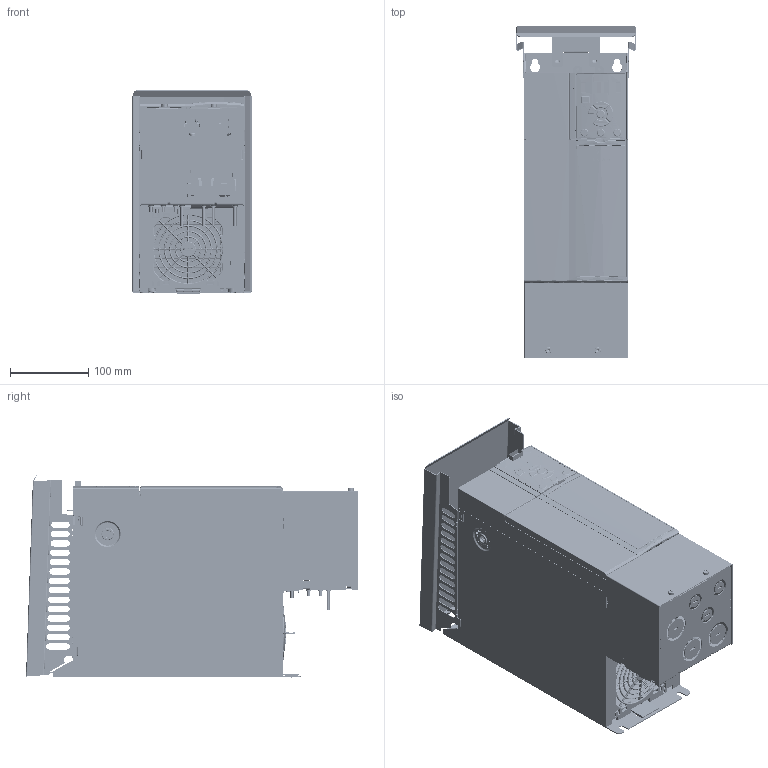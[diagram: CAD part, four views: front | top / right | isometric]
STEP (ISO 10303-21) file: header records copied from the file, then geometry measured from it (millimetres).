
FILE_DESCRIPTION((''),'2;1');
FILE_NAME('FC280-K4-IP21','2016-08-29T',('u242158'),('Danfoss Power Electronics'),'CREO PARAMETRIC BY PTC INC, 2015480','CREO PARAMETRIC BY PTC INC, 2015480','');
FILE_SCHEMA(('CONFIG_CONTROL_DESIGN','GEOMETRIC_VALIDATION_PROPERTIES_MIM'));
Products named in the file (1): FC280-K4-IP21
Bounding box: 153 x 425.02 x 260.6 mm (x, y, z)
Surface area: 1166887.1 mm2 (no closed solid volume)
Topology: 0 solids, 251 shells, 20152 faces, 54390 edges, 34572 vertices
Faces by surface type: plane 11492, cylinder 4615, bspline 1890, sphere 646, cone 598, torus 565, extrusion 346
Entity records: 906573 total; most frequent: CARTESIAN_POINT 308147, ORIENTED_EDGE 106435, DIRECTION 87332, EDGE_CURVE 54267, VECTOR 34710, VERTEX_POINT 34565, LINE 34364, PRESENTATION_STYLE_ASSIGNMENT 29356
